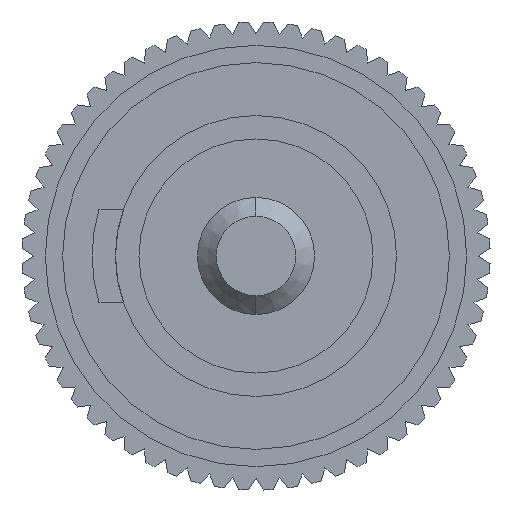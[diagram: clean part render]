
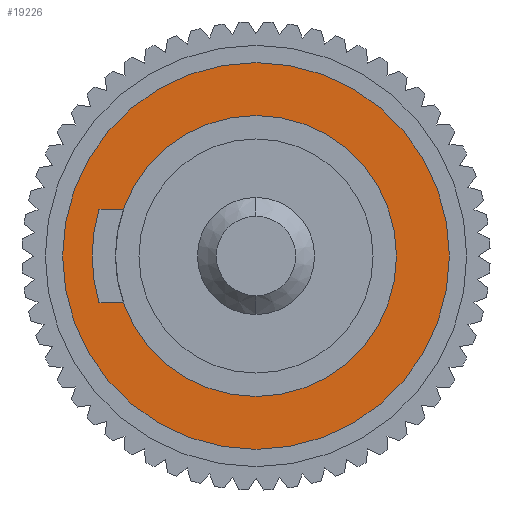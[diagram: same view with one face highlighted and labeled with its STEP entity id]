
A CAD part, left-side view. The second image highlights one B-rep face of the part: STEP entity #19226.
In plain terms, the highlighted face is planar.
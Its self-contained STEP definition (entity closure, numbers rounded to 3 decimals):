
#286 = DIRECTION ( 'NONE',  ( 0., 0., 1. ) ) ;
#676 = AXIS2_PLACEMENT_3D ( 'NONE', #36469, #21514, #44133 ) ;
#2374 = CARTESIAN_POINT ( 'NONE',  ( 0., 0., 50.5 ) ) ;
#3135 = VERTEX_POINT ( 'NONE', #6341 ) ;
#4465 = ORIENTED_EDGE ( 'NONE', *, *, #45897, .T. ) ;
#5127 = EDGE_LOOP ( 'NONE', ( #23312, #4465 ) ) ;
#6171 = CARTESIAN_POINT ( 'NONE',  ( 0., -3., 50.5 ) ) ;
#6341 = CARTESIAN_POINT ( 'NONE',  ( 0., 4.13, 50.5 ) ) ;
#8181 = FACE_OUTER_BOUND ( 'NONE', #5127, .T. ) ;
#8640 = VERTEX_POINT ( 'NONE', #36396 ) ;
#8890 = CIRCLE ( 'NONE', #35825, 3. ) ;
#11750 = CARTESIAN_POINT ( 'NONE',  ( 0., 0., 50.5 ) ) ;
#12473 = EDGE_CURVE ( 'NONE', #33703, #43556, #8890, .T. ) ;
#13912 = CARTESIAN_POINT ( 'NONE',  ( 0., 0., 50.5 ) ) ;
#14756 = DIRECTION ( 'NONE',  ( 0., 1., 0. ) ) ;
#14950 = ORIENTED_EDGE ( 'NONE', *, *, #21618, .T. ) ;
#17765 = EDGE_CURVE ( 'NONE', #8640, #3135, #40324, .T. ) ;
#19226 = ADVANCED_FACE ( 'NONE', ( #8181, #40900 ), #44758, .T. ) ;
#19532 = AXIS2_PLACEMENT_3D ( 'NONE', #13912, #43096, #28648 ) ;
#19831 = AXIS2_PLACEMENT_3D ( 'NONE', #26836, #27294, #20032 ) ;
#20032 = DIRECTION ( 'NONE',  ( 0., 1., 0. ) ) ;
#21514 = DIRECTION ( 'NONE',  ( 0., 0., 1. ) ) ;
#21618 = EDGE_CURVE ( 'NONE', #43556, #33703, #29080, .T. ) ;
#23312 = ORIENTED_EDGE ( 'NONE', *, *, #17765, .T. ) ;
#26836 = CARTESIAN_POINT ( 'NONE',  ( 0., 0., 50.5 ) ) ;
#27294 = DIRECTION ( 'NONE',  ( 0., 0., -1. ) ) ;
#28076 = DIRECTION ( 'NONE',  ( 0., 0., -1. ) ) ;
#28648 = DIRECTION ( 'NONE',  ( 0., -1., 0. ) ) ;
#29080 = CIRCLE ( 'NONE', #19831, 3. ) ;
#31313 = AXIS2_PLACEMENT_3D ( 'NONE', #11750, #286, #33002 ) ;
#33002 = DIRECTION ( 'NONE',  ( 0., -1., 0. ) ) ;
#33703 = VERTEX_POINT ( 'NONE', #6171 ) ;
#35825 = AXIS2_PLACEMENT_3D ( 'NONE', #2374, #28076, #14756 ) ;
#36396 = CARTESIAN_POINT ( 'NONE',  ( 0., -4.13, 50.5 ) ) ;
#36469 = CARTESIAN_POINT ( 'NONE',  ( 0., 0., 50.5 ) ) ;
#36908 = CARTESIAN_POINT ( 'NONE',  ( 0., 3., 50.5 ) ) ;
#37529 = CIRCLE ( 'NONE', #676, 4.13 ) ;
#40324 = CIRCLE ( 'NONE', #19532, 4.13 ) ;
#40900 = FACE_BOUND ( 'NONE', #42003, .T. ) ;
#41582 = ORIENTED_EDGE ( 'NONE', *, *, #12473, .T. ) ;
#42003 = EDGE_LOOP ( 'NONE', ( #14950, #41582 ) ) ;
#43096 = DIRECTION ( 'NONE',  ( 0., 0., 1. ) ) ;
#43556 = VERTEX_POINT ( 'NONE', #36908 ) ;
#44133 = DIRECTION ( 'NONE',  ( 0., -1., 0. ) ) ;
#44758 = PLANE ( 'NONE',  #31313 ) ;
#45897 = EDGE_CURVE ( 'NONE', #3135, #8640, #37529, .T. ) ;
